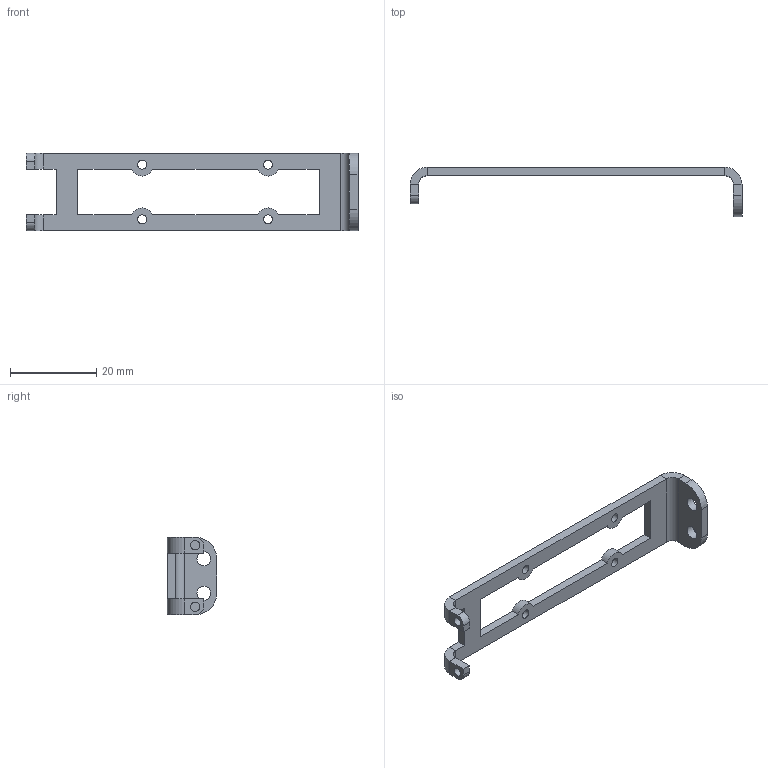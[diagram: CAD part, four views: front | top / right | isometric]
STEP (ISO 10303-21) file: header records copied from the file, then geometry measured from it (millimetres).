
FILE_DESCRIPTION(/* description */ (''),/* implementation_level */ '2;1');
FILE_NAME(/* name */ 'pitotrack.step',/* time_stamp */ '2020-08-21T21:22:07+02:00',/* author */ (''),/* organization */ (''),/* preprocessor_version */ 'ST-DEVELOPER v18.1',/* originating_system */ 'Autodesk Translation Framework v9.3.0.1241',/* authorisation */ '');
FILE_SCHEMA (('AUTOMOTIVE_DESIGN { 1 0 10303 214 3 1 1 }'));
Length unit declared in the file: millimetre
Products named in the file (1): pitotrack
Bounding box: 77 x 11.48 x 18 mm (x, y, z)
Volume: 1754.3 mm3; surface area: 2620.7 mm2
Topology: 1 solids, 1 shells, 58 faces, 144 edges, 88 vertices
Faces by surface type: plane 36, cylinder 22
Full cylindrical faces by diameter (mm): 2.1 x6, 3.2 x2
Entity records: 1769 total; most frequent: DIRECTION 306, CARTESIAN_POINT 291, ORIENTED_EDGE 288, EDGE_CURVE 144, AXIS2_PLACEMENT_3D 103, LINE 100, VECTOR 100, VERTEX_POINT 88
